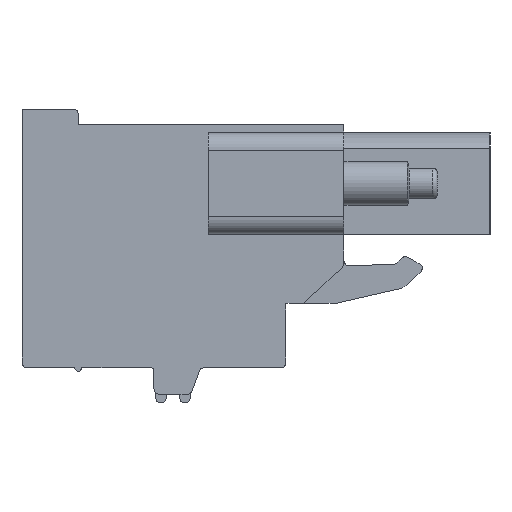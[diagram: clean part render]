
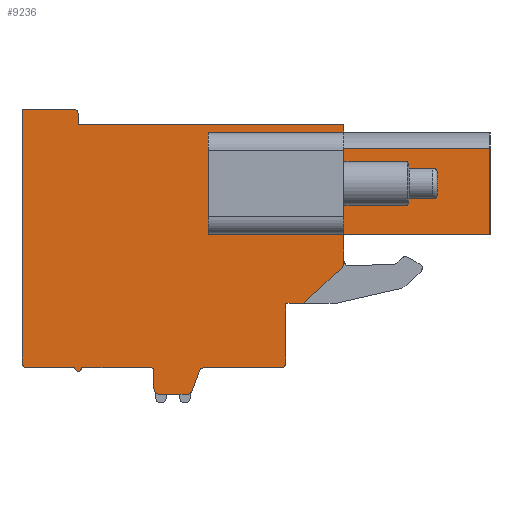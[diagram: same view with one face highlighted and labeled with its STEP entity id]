
A CAD part, left-side view. The second image highlights one B-rep face of the part: STEP entity #9236.
In plain terms, the highlighted planar face has unit normal (-1, 0, 0).
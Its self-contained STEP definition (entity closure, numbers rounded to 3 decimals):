
#1=DIRECTION('',(0.,0.,-1.));
#2=VECTOR('',#1,1.325);
#3=CARTESIAN_POINT('',(0.,-5.66,6.96));
#4=LINE('',#3,#2);
#5=DIRECTION('',(0.,1.,0.));
#6=VECTOR('',#5,8.3);
#7=CARTESIAN_POINT('',(0.,-13.96,5.635));
#8=LINE('',#7,#6);
#9=DIRECTION('',(0.,1.,0.));
#10=VECTOR('',#9,8.3);
#11=CARTESIAN_POINT('',(0.,-13.96,0.73));
#12=LINE('',#11,#10);
#13=DIRECTION('',(0.,0.,-1.));
#14=VECTOR('',#13,1.64);
#15=CARTESIAN_POINT('',(0.,-5.66,0.73));
#16=LINE('',#15,#14);
#17=CARTESIAN_POINT('',(0.,-5.36,-0.91));
#18=DIRECTION('',(1.,0.,0.));
#19=DIRECTION('',(0.,-1.,0.));
#20=AXIS2_PLACEMENT_3D('',#17,#18,#19);
#22=DIRECTION('',(0.,0.731,-0.683));
#23=VECTOR('',#22,3.018);
#24=CARTESIAN_POINT('',(0.,-5.565,-1.129));
#25=LINE('',#24,#23);
#26=DIRECTION('',(0.,1.,0.));
#27=VECTOR('',#26,1.);
#28=CARTESIAN_POINT('',(0.,-3.36,-3.19));
#29=LINE('',#28,#27);
#30=DIRECTION('',(0.,0.,-1.));
#31=VECTOR('',#30,0.5);
#32=CARTESIAN_POINT('',(0.,-2.36,-3.19));
#33=LINE('',#32,#31);
#34=DIRECTION('',(0.,0.,-1.));
#35=VECTOR('',#34,2.35);
#36=CARTESIAN_POINT('',(0.,-2.36,-3.69));
#37=LINE('',#36,#35);
#38=DIRECTION('',(0.,0.,-1.));
#39=VECTOR('',#38,0.5);
#40=CARTESIAN_POINT('',(0.,-2.36,-6.04));
#41=LINE('',#40,#39);
#42=CARTESIAN_POINT('',(0.,-2.06,-6.54));
#43=DIRECTION('',(1.,0.,0.));
#44=DIRECTION('',(0.,-1.,0.));
#45=AXIS2_PLACEMENT_3D('',#42,#43,#44);
#47=DIRECTION('',(0.,1.,0.));
#48=VECTOR('',#47,4.34);
#49=CARTESIAN_POINT('',(0.,-2.06,-6.84));
#50=LINE('',#49,#48);
#51=CARTESIAN_POINT('',(0.,2.28,-7.14));
#52=DIRECTION('',(-1.,0.,0.));
#53=DIRECTION('',(0.,0.,1.));
#54=AXIS2_PLACEMENT_3D('',#51,#52,#53);
#56=DIRECTION('',(0.,0.345,-0.939));
#57=VECTOR('',#56,1.179);
#58=CARTESIAN_POINT('',(0.,2.562,-7.037));
#59=LINE('',#58,#57);
#60=CARTESIAN_POINT('',(0.,3.25,-8.04));
#61=DIRECTION('',(1.,0.,0.));
#62=DIRECTION('',(0.,-0.939,-0.345));
#63=AXIS2_PLACEMENT_3D('',#60,#61,#62);
#65=DIRECTION('',(0.,1.,0.));
#66=VECTOR('',#65,1.59);
#67=CARTESIAN_POINT('',(0.,3.25,-8.34));
#68=LINE('',#67,#66);
#69=CARTESIAN_POINT('',(0.,4.84,-8.04));
#70=DIRECTION('',(1.,0.,0.));
#71=DIRECTION('',(0.,0.,-1.));
#72=AXIS2_PLACEMENT_3D('',#69,#70,#71);
#74=DIRECTION('',(0.,0.,1.));
#75=VECTOR('',#74,1.);
#76=CARTESIAN_POINT('',(0.,5.14,-8.04));
#77=LINE('',#76,#75);
#78=CARTESIAN_POINT('',(0.,5.34,-7.04));
#79=DIRECTION('',(-1.,0.,0.));
#80=DIRECTION('',(0.,-1.,0.));
#81=AXIS2_PLACEMENT_3D('',#78,#79,#80);
#83=DIRECTION('',(0.,1.,0.));
#84=VECTOR('',#83,3.9);
#85=CARTESIAN_POINT('',(0.,5.34,-6.84));
#86=LINE('',#85,#84);
#87=CARTESIAN_POINT('',(0.,9.44,-6.84));
#88=DIRECTION('',(1.,0.,0.));
#89=DIRECTION('',(0.,-1.,0.));
#90=AXIS2_PLACEMENT_3D('',#87,#88,#89);
#92=DIRECTION('',(0.,1.,0.));
#93=VECTOR('',#92,2.7);
#94=CARTESIAN_POINT('',(0.,9.64,-6.84));
#95=LINE('',#94,#93);
#96=CARTESIAN_POINT('',(0.,12.34,-6.54));
#97=DIRECTION('',(1.,0.,0.));
#98=DIRECTION('',(0.,0.,-1.));
#99=AXIS2_PLACEMENT_3D('',#96,#97,#98);
#101=DIRECTION('',(0.,0.,1.));
#102=VECTOR('',#101,0.5);
#103=CARTESIAN_POINT('',(0.,12.64,-6.54));
#104=LINE('',#103,#102);
#105=DIRECTION('',(0.,0.,1.));
#106=VECTOR('',#105,13.9);
#107=CARTESIAN_POINT('',(0.,12.64,-6.04));
#108=LINE('',#107,#106);
#109=DIRECTION('',(0.,-1.,0.));
#110=VECTOR('',#109,2.9);
#111=CARTESIAN_POINT('',(0.,12.64,7.86));
#112=LINE('',#111,#110);
#113=CARTESIAN_POINT('',(0.,9.74,7.56));
#114=DIRECTION('',(1.,0.,0.));
#115=DIRECTION('',(0.,0.,1.));
#116=AXIS2_PLACEMENT_3D('',#113,#114,#115);
#118=DIRECTION('',(0.,0.,-1.));
#119=VECTOR('',#118,0.6);
#120=CARTESIAN_POINT('',(0.,9.44,7.56));
#121=LINE('',#120,#119);
#122=DIRECTION('',(0.,-1.,0.));
#123=VECTOR('',#122,15.1);
#124=CARTESIAN_POINT('',(0.,9.44,6.96));
#125=LINE('',#124,#123);
#126=DIRECTION('',(0.,-1.,0.));
#127=VECTOR('',#126,6.1);
#128=CARTESIAN_POINT('',(0.,2.04,0.73));
#129=LINE('',#128,#127);
#130=DIRECTION('',(0.,0.,1.));
#131=VECTOR('',#130,5.8);
#132=CARTESIAN_POINT('',(0.,-4.06,0.73));
#133=LINE('',#132,#131);
#134=DIRECTION('',(0.,1.,0.));
#135=VECTOR('',#134,6.1);
#136=CARTESIAN_POINT('',(0.,-4.06,6.53));
#137=LINE('',#136,#135);
#5633=DIRECTION('',(0.,0.,1.));
#5634=VECTOR('',#5633,4.905);
#5635=CARTESIAN_POINT('',(0.,-13.96,0.73));
#5636=LINE('',#5635,#5634);
#6722=DIRECTION('',(0.,0.,1.));
#6723=VECTOR('',#6722,5.8);
#6724=CARTESIAN_POINT('',(0.,2.04,0.73));
#6725=LINE('',#6724,#6723);
#6983=CARTESIAN_POINT('',(0.,12.34,-6.84));
#6984=CARTESIAN_POINT('',(0.,12.64,-6.54));
#6985=VERTEX_POINT('',#6983);
#6986=VERTEX_POINT('',#6984);
#6987=CARTESIAN_POINT('',(0.,12.64,-6.04));
#6988=VERTEX_POINT('',#6987);
#6989=CARTESIAN_POINT('',(0.,12.64,7.86));
#6990=VERTEX_POINT('',#6989);
#6991=CARTESIAN_POINT('',(0.,9.74,7.86));
#6992=VERTEX_POINT('',#6991);
#6993=CARTESIAN_POINT('',(0.,9.44,7.56));
#6994=VERTEX_POINT('',#6993);
#6995=CARTESIAN_POINT('',(0.,9.44,6.96));
#6996=VERTEX_POINT('',#6995);
#6997=CARTESIAN_POINT('',(0.,-5.66,6.96));
#6998=VERTEX_POINT('',#6997);
#6999=CARTESIAN_POINT('',(0.,-5.66,-0.91));
#7000=CARTESIAN_POINT('',(0.,-5.565,-1.129));
#7001=VERTEX_POINT('',#6999);
#7002=VERTEX_POINT('',#7000);
#7003=CARTESIAN_POINT('',(0.,-3.36,-3.19));
#7004=VERTEX_POINT('',#7003);
#7005=CARTESIAN_POINT('',(0.,-2.36,-3.19));
#7006=VERTEX_POINT('',#7005);
#7007=CARTESIAN_POINT('',(0.,-2.36,-3.69));
#7008=VERTEX_POINT('',#7007);
#7009=CARTESIAN_POINT('',(0.,-2.36,-6.04));
#7010=VERTEX_POINT('',#7009);
#7011=CARTESIAN_POINT('',(0.,-2.36,-6.54));
#7012=VERTEX_POINT('',#7011);
#7013=CARTESIAN_POINT('',(0.,-2.06,-6.84));
#7014=VERTEX_POINT('',#7013);
#7015=CARTESIAN_POINT('',(0.,2.28,-6.84));
#7016=VERTEX_POINT('',#7015);
#7017=CARTESIAN_POINT('',(0.,2.562,-7.037));
#7018=VERTEX_POINT('',#7017);
#7019=CARTESIAN_POINT('',(0.,2.968,-8.143));
#7020=VERTEX_POINT('',#7019);
#7021=CARTESIAN_POINT('',(0.,3.25,-8.34));
#7022=VERTEX_POINT('',#7021);
#7023=CARTESIAN_POINT('',(0.,4.84,-8.34));
#7024=VERTEX_POINT('',#7023);
#7025=CARTESIAN_POINT('',(0.,5.14,-8.04));
#7026=VERTEX_POINT('',#7025);
#7027=CARTESIAN_POINT('',(0.,5.14,-7.04));
#7028=VERTEX_POINT('',#7027);
#7029=CARTESIAN_POINT('',(0.,5.34,-6.84));
#7030=VERTEX_POINT('',#7029);
#7031=CARTESIAN_POINT('',(0.,9.24,-6.84));
#7032=VERTEX_POINT('',#7031);
#7033=CARTESIAN_POINT('',(0.,9.64,-6.84));
#7034=VERTEX_POINT('',#7033);
#7111=CARTESIAN_POINT('',(0.,-13.96,0.73));
#7112=VERTEX_POINT('',#7111);
#7113=CARTESIAN_POINT('',(0.,-5.66,0.73));
#7114=VERTEX_POINT('',#7113);
#7339=CARTESIAN_POINT('',(0.,-13.96,5.635));
#7341=VERTEX_POINT('',#7339);
#8995=CARTESIAN_POINT('',(0.,2.04,0.73));
#8996=CARTESIAN_POINT('',(0.,2.04,6.53));
#8997=VERTEX_POINT('',#8995);
#8998=VERTEX_POINT('',#8996);
#9003=CARTESIAN_POINT('',(0.,-4.06,0.73));
#9005=VERTEX_POINT('',#9003);
#9007=CARTESIAN_POINT('',(0.,-4.06,6.53));
#9009=VERTEX_POINT('',#9007);
#9011=CARTESIAN_POINT('',(0.,-5.66,5.635));
#9012=VERTEX_POINT('',#9011);
#9159=CARTESIAN_POINT('',(0.,0.,0.));
#9160=DIRECTION('',(1.,0.,0.));
#9161=DIRECTION('',(0.,-1.,0.));
#9162=AXIS2_PLACEMENT_3D('',#9159,#9160,#9161);
#9163=PLANE('',#9162);
#9165=ORIENTED_EDGE('',*,*,#9164,.T.);
#9167=ORIENTED_EDGE('',*,*,#9166,.F.);
#9169=ORIENTED_EDGE('',*,*,#9168,.F.);
#9171=ORIENTED_EDGE('',*,*,#9170,.T.);
#9173=ORIENTED_EDGE('',*,*,#9172,.T.);
#9175=ORIENTED_EDGE('',*,*,#9174,.T.);
#9177=ORIENTED_EDGE('',*,*,#9176,.T.);
#9179=ORIENTED_EDGE('',*,*,#9178,.T.);
#9181=ORIENTED_EDGE('',*,*,#9180,.T.);
#9183=ORIENTED_EDGE('',*,*,#9182,.T.);
#9185=ORIENTED_EDGE('',*,*,#9184,.T.);
#9187=ORIENTED_EDGE('',*,*,#9186,.T.);
#9189=ORIENTED_EDGE('',*,*,#9188,.T.);
#9191=ORIENTED_EDGE('',*,*,#9190,.T.);
#9193=ORIENTED_EDGE('',*,*,#9192,.T.);
#9195=ORIENTED_EDGE('',*,*,#9194,.T.);
#9197=ORIENTED_EDGE('',*,*,#9196,.T.);
#9199=ORIENTED_EDGE('',*,*,#9198,.T.);
#9201=ORIENTED_EDGE('',*,*,#9200,.T.);
#9203=ORIENTED_EDGE('',*,*,#9202,.T.);
#9205=ORIENTED_EDGE('',*,*,#9204,.T.);
#9207=ORIENTED_EDGE('',*,*,#9206,.T.);
#9209=ORIENTED_EDGE('',*,*,#9208,.T.);
#9211=ORIENTED_EDGE('',*,*,#9210,.T.);
#9213=ORIENTED_EDGE('',*,*,#9212,.T.);
#9215=ORIENTED_EDGE('',*,*,#9214,.T.);
#9217=ORIENTED_EDGE('',*,*,#9216,.T.);
#9219=ORIENTED_EDGE('',*,*,#9218,.T.);
#9221=ORIENTED_EDGE('',*,*,#9220,.T.);
#9223=ORIENTED_EDGE('',*,*,#9222,.T.);
#9224=EDGE_LOOP('',(#9165,#9167,#9169,#9171,#9173,#9175,#9177,#9179,#9181,#9183,
#9185,#9187,#9189,#9191,#9193,#9195,#9197,#9199,#9201,#9203,#9205,#9207,#9209,
#9211,#9213,#9215,#9217,#9219,#9221,#9223));
#9225=FACE_OUTER_BOUND('',#9224,.F.);
#9227=ORIENTED_EDGE('',*,*,#9226,.T.);
#9229=ORIENTED_EDGE('',*,*,#9228,.T.);
#9231=ORIENTED_EDGE('',*,*,#9230,.T.);
#9233=ORIENTED_EDGE('',*,*,#9232,.F.);
#9234=EDGE_LOOP('',(#9227,#9229,#9231,#9233));
#9235=FACE_BOUND('',#9234,.F.);
#9236=ADVANCED_FACE('',(#9225,#9235),#9163,.F.);
#21=CIRCLE('',#20,0.3);
#46=CIRCLE('',#45,0.3);
#55=CIRCLE('',#54,0.3);
#64=CIRCLE('',#63,0.3);
#73=CIRCLE('',#72,0.3);
#82=CIRCLE('',#81,0.2);
#91=CIRCLE('',#90,0.2);
#100=CIRCLE('',#99,0.3);
#117=CIRCLE('',#116,0.3);
#9164=EDGE_CURVE('',#6998,#9012,#4,.T.);
#9166=EDGE_CURVE('',#7341,#9012,#8,.T.);
#9168=EDGE_CURVE('',#7112,#7341,#5636,.T.);
#9170=EDGE_CURVE('',#7112,#7114,#12,.T.);
#9172=EDGE_CURVE('',#7114,#7001,#16,.T.);
#9174=EDGE_CURVE('',#7001,#7002,#21,.T.);
#9176=EDGE_CURVE('',#7002,#7004,#25,.T.);
#9178=EDGE_CURVE('',#7004,#7006,#29,.T.);
#9180=EDGE_CURVE('',#7006,#7008,#33,.T.);
#9182=EDGE_CURVE('',#7008,#7010,#37,.T.);
#9184=EDGE_CURVE('',#7010,#7012,#41,.T.);
#9186=EDGE_CURVE('',#7012,#7014,#46,.T.);
#9188=EDGE_CURVE('',#7014,#7016,#50,.T.);
#9190=EDGE_CURVE('',#7016,#7018,#55,.T.);
#9192=EDGE_CURVE('',#7018,#7020,#59,.T.);
#9194=EDGE_CURVE('',#7020,#7022,#64,.T.);
#9196=EDGE_CURVE('',#7022,#7024,#68,.T.);
#9198=EDGE_CURVE('',#7024,#7026,#73,.T.);
#9200=EDGE_CURVE('',#7026,#7028,#77,.T.);
#9202=EDGE_CURVE('',#7028,#7030,#82,.T.);
#9204=EDGE_CURVE('',#7030,#7032,#86,.T.);
#9206=EDGE_CURVE('',#7032,#7034,#91,.T.);
#9208=EDGE_CURVE('',#7034,#6985,#95,.T.);
#9210=EDGE_CURVE('',#6985,#6986,#100,.T.);
#9212=EDGE_CURVE('',#6986,#6988,#104,.T.);
#9214=EDGE_CURVE('',#6988,#6990,#108,.T.);
#9216=EDGE_CURVE('',#6990,#6992,#112,.T.);
#9218=EDGE_CURVE('',#6992,#6994,#117,.T.);
#9220=EDGE_CURVE('',#6994,#6996,#121,.T.);
#9222=EDGE_CURVE('',#6996,#6998,#125,.T.);
#9226=EDGE_CURVE('',#8997,#9005,#129,.T.);
#9228=EDGE_CURVE('',#9005,#9009,#133,.T.);
#9230=EDGE_CURVE('',#9009,#8998,#137,.T.);
#9232=EDGE_CURVE('',#8997,#8998,#6725,.T.);
